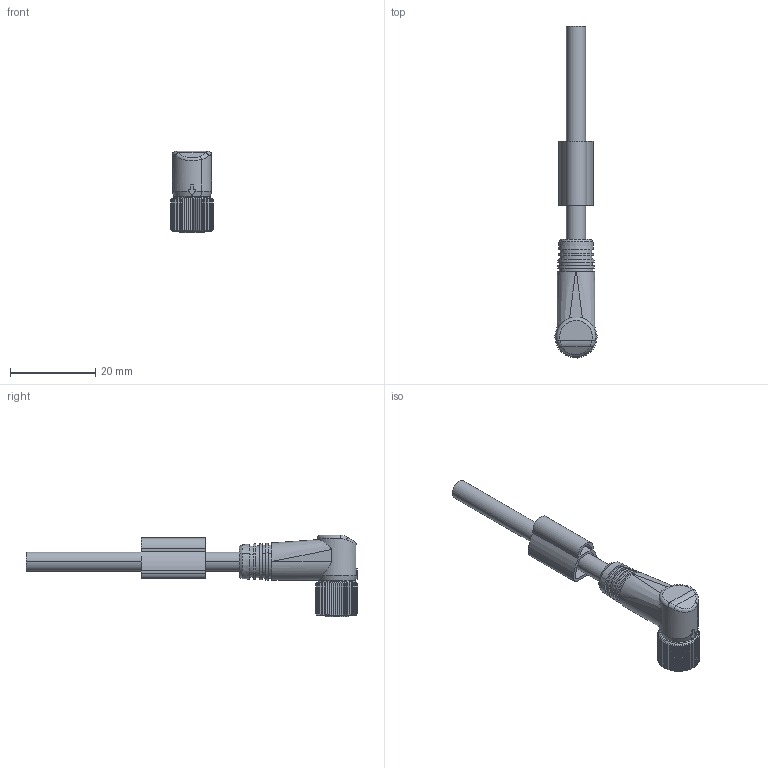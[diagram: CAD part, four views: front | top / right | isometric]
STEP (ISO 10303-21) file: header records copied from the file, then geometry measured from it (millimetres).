
FILE_DESCRIPTION(('CATIA V5 STEP Exchange','CAx-IF Rec.Pracs.--- Model Styling and Organization---1.4--- 2014-01-23'),'2;1');
FILE_NAME ('013818-1_0_1465890300_1465890300.stp','2021-03-29T09:15:28+00:00',('none'),('Weidmueller'),'CATIA Version 5-6 Release 2016 SP3 HF44','CATIA V5 STEP AP214','none');
FILE_SCHEMA(('AUTOMOTIVE_DESIGN { 1 0 10303 214 1 1 1 1 }'));
Length unit declared in the file: millimetre
Products named in the file (1): 1465890300
Bounding box: 9.91 x 77.75 x 19.1 mm (x, y, z)
Volume: 3484.4 mm3; surface area: 3938.1 mm2
Topology: 12 solids, 12 shells, 485 faces, 1319 edges, 875 vertices
Faces by surface type: plane 210, cylinder 193, cone 53, bspline 18, torus 11
Entity records: 16181 total; most frequent: CARTESIAN_POINT 5175, ORIENTED_EDGE 2638, DIRECTION 1620, EDGE_CURVE 1319, VERTEX_POINT 875, AXIS2_PLACEMENT_3D 805, EDGE_LOOP 516, ADVANCED_FACE 485
